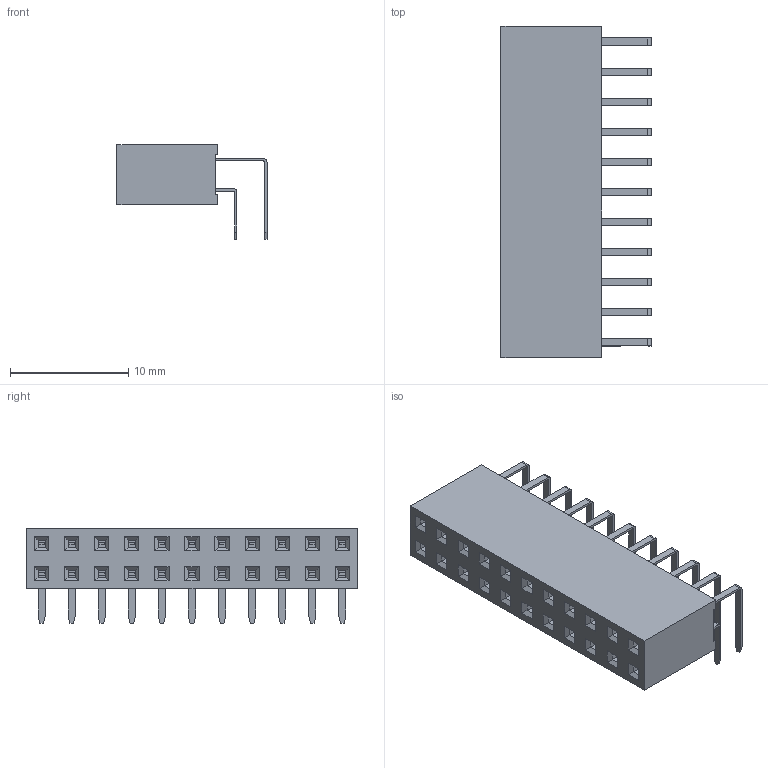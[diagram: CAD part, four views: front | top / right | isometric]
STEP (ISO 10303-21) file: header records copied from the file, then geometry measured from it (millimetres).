
FILE_DESCRIPTION(/* description */ ('model of PinSocket_2x11_P2.54mm_Horizontal'),/* implementation_level */ '2;1');
FILE_NAME(/* name */ 'PinSocket_2x11_P2.54mm_Horizontal.step',/* time_stamp */ '1970-01-01T00:00:00',/* author */ ('KiCAD','kicad'),/* organization */ ('OCCT'),/* preprocessor_version */ '',/* originating_system */ 'KiCAD',/* authorisation */ '');
FILE_SCHEMA(('AUTOMOTIVE_DESIGN { 1 0 10303 214 1 1 1 1 }'));
Length unit declared in the file: millimetre
Products named in the file (1): PinSocket_2x11_P2.54mm_Horizontal
Bounding box: 12.67 x 27.94 x 7.98 mm (x, y, z)
Volume: 1150.8 mm3; surface area: 1573 mm2
Topology: 1 solids, 1 shells, 670 faces, 1784 edges, 1160 vertices
Faces by surface type: plane 626, cylinder 44
Entity records: 13246 total; most frequent: ORIENTED_EDGE 2676, EDGE_CURVE 1784, CARTESIAN_POINT 1670, LINE 1606, VERTEX_POINT 1160, FACE_BOUND 714, EDGE_LOOP 714, ADVANCED_FACE 670
